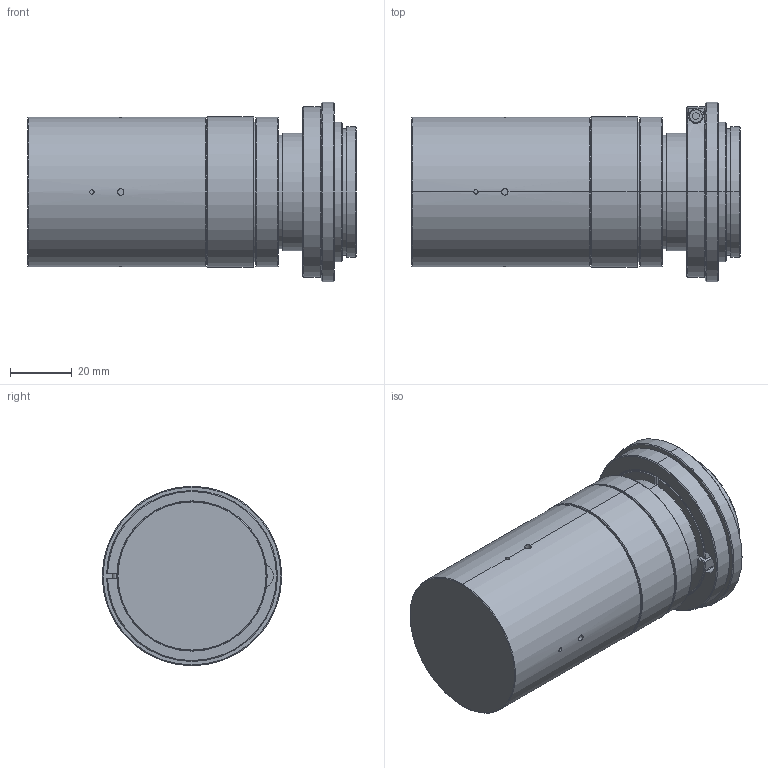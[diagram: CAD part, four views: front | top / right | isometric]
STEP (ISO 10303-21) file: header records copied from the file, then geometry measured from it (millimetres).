
FILE_DESCRIPTION (( 'STEP AP214' ), '1' );
FILE_NAME ('装配体实心.STEP', '2024-08-08T11:22:25', ( '' ), ( '' ), 'SwSTEP 2.0', 'SolidWorks 2018', '' );
FILE_SCHEMA (( 'AUTOMOTIVE_DESIGN' ));
Length unit declared in the file: millimetre
Products named in the file (7): M42x1.0諉諳; 惕踡遠; 笢潔噩芠; 綴郪噩芠; M2.5x10_戚芛; 蚾饜极妗陑; ヶ郪噩芠
Assembly tree (6 placements, depth 2):
  蚾饜极妗陑
    笢潔噩芠
    綴郪噩芠
    ヶ郪噩芠
    M42x1.0諉諳
    惕踡遠
    M2.5x10_戚芛
Bounding box: 106.03 x 58 x 58 mm (x, y, z)
Volume: 184134.7 mm3; surface area: 39460.3 mm2
Topology: 6 solids, 6 shells, 193 faces, 433 edges, 269 vertices
Faces by surface type: plane 73, cylinder 66, cone 54
Entity records: 6271 total; most frequent: CARTESIAN_POINT 1298, DIRECTION 974, ORIENTED_EDGE 866, EDGE_CURVE 433, AXIS2_PLACEMENT_3D 391, VERTEX_POINT 269, EDGE_LOOP 216, FACE_OUTER_BOUND 193
